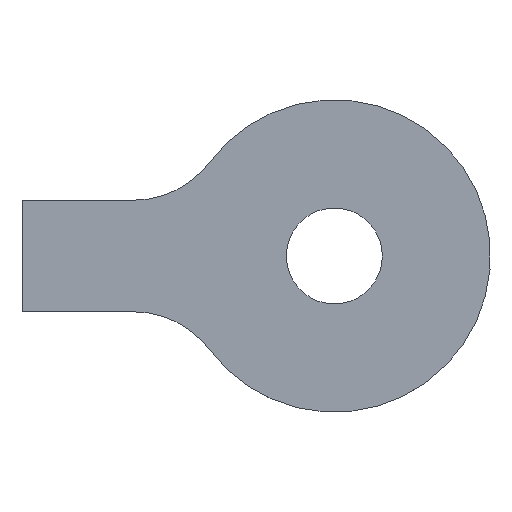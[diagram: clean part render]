
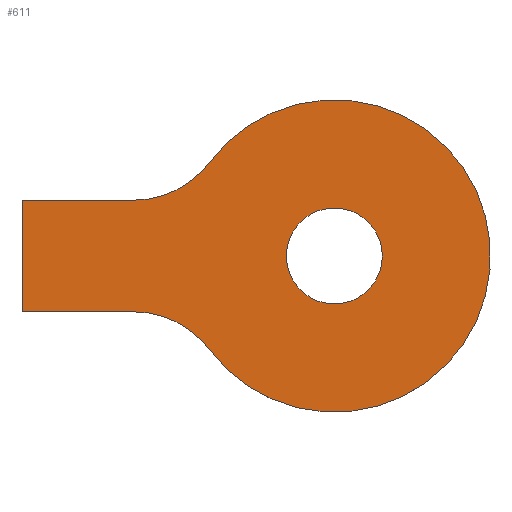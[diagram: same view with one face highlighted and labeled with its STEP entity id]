
A CAD part, top view. The second image highlights one B-rep face of the part: STEP entity #611.
In plain terms, the highlighted planar face has unit normal (0, 0, 1).
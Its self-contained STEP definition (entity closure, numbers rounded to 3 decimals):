
#24 = VERTEX_POINT('',#25);
#25 = CARTESIAN_POINT('',(-5.6,-4.2,0.38));
#32 = CYLINDRICAL_SURFACE('',#33,4.25);
#33 = AXIS2_PLACEMENT_3D('',#34,#35,#36);
#34 = CARTESIAN_POINT('',(-9.,-6.75,0.));
#35 = DIRECTION('',(-0.,-0.,-1.));
#36 = DIRECTION('',(1.,0.,0.));
#44 = CYLINDRICAL_SURFACE('',#45,7.);
#45 = AXIS2_PLACEMENT_3D('',#46,#47,#48);
#46 = CARTESIAN_POINT('',(0.,0.,0.));
#47 = DIRECTION('',(-0.,-0.,-1.));
#48 = DIRECTION('',(1.,0.,0.));
#56 = EDGE_CURVE('',#24,#57,#59,.T.);
#57 = VERTEX_POINT('',#58);
#58 = CARTESIAN_POINT('',(-9.,-2.5,0.38));
#59 = SURFACE_CURVE('',#60,(#65,#72),.PCURVE_S1.);
#60 = CIRCLE('',#61,4.25);
#61 = AXIS2_PLACEMENT_3D('',#62,#63,#64);
#62 = CARTESIAN_POINT('',(-9.,-6.75,0.38));
#63 = DIRECTION('',(0.,0.,1.));
#64 = DIRECTION('',(1.,0.,0.));
#65 = PCURVE('',#32,#66);
#66 = DEFINITIONAL_REPRESENTATION('',(#67),#71);
#67 = LINE('',#68,#69);
#68 = CARTESIAN_POINT('',(-0.,-0.38));
#69 = VECTOR('',#70,1.);
#70 = DIRECTION('',(-1.,0.));
#71 = ( GEOMETRIC_REPRESENTATION_CONTEXT(2) 
PARAMETRIC_REPRESENTATION_CONTEXT() REPRESENTATION_CONTEXT('2D SPACE',''
  ) );
#72 = PCURVE('',#73,#78);
#73 = PLANE('',#74);
#74 = AXIS2_PLACEMENT_3D('',#75,#76,#77);
#75 = CARTESIAN_POINT('',(-5.6,-4.2,0.38));
#76 = DIRECTION('',(0.,0.,-1.));
#77 = DIRECTION('',(-1.,0.,0.));
#78 = DEFINITIONAL_REPRESENTATION('',(#79),#87);
#79 = ( BOUNDED_CURVE() B_SPLINE_CURVE(2,(#80,#81,#82,#83,#84,#85,#86),
.UNSPECIFIED.,.F.,.F.) B_SPLINE_CURVE_WITH_KNOTS((1,2,2,2,2,1),(
    -2.094,0.,2.094,4.189,6.283,
8.378),.UNSPECIFIED.) CURVE() GEOMETRIC_REPRESENTATION_ITEM() 
RATIONAL_B_SPLINE_CURVE((1.,0.5,1.,0.5,1.,0.5,1.)) REPRESENTATION_ITEM(
  '') );
#80 = CARTESIAN_POINT('',(-0.85,-2.55));
#81 = CARTESIAN_POINT('',(-0.85,4.811));
#82 = CARTESIAN_POINT('',(5.525,1.131));
#83 = CARTESIAN_POINT('',(11.9,-2.55));
#84 = CARTESIAN_POINT('',(5.525,-6.231));
#85 = CARTESIAN_POINT('',(-0.85,-9.911));
#86 = CARTESIAN_POINT('',(-0.85,-2.55));
#87 = ( GEOMETRIC_REPRESENTATION_CONTEXT(2) 
PARAMETRIC_REPRESENTATION_CONTEXT() REPRESENTATION_CONTEXT('2D SPACE',''
  ) );
#105 = PLANE('',#106);
#106 = AXIS2_PLACEMENT_3D('',#107,#108,#109);
#107 = CARTESIAN_POINT('',(-9.,-2.5,0.));
#108 = DIRECTION('',(0.,-1.,0.));
#109 = DIRECTION('',(-1.,0.,0.));
#152 = EDGE_CURVE('',#57,#153,#155,.T.);
#153 = VERTEX_POINT('',#154);
#154 = CARTESIAN_POINT('',(-14.,-2.5,0.38));
#155 = SURFACE_CURVE('',#156,(#160,#167),.PCURVE_S1.);
#156 = LINE('',#157,#158);
#157 = CARTESIAN_POINT('',(-9.,-2.5,0.38));
#158 = VECTOR('',#159,1.);
#159 = DIRECTION('',(-1.,0.,0.));
#160 = PCURVE('',#105,#161);
#161 = DEFINITIONAL_REPRESENTATION('',(#162),#166);
#162 = LINE('',#163,#164);
#163 = CARTESIAN_POINT('',(0.,-0.38));
#164 = VECTOR('',#165,1.);
#165 = DIRECTION('',(1.,0.));
#166 = ( GEOMETRIC_REPRESENTATION_CONTEXT(2) 
PARAMETRIC_REPRESENTATION_CONTEXT() REPRESENTATION_CONTEXT('2D SPACE',''
  ) );
#167 = PCURVE('',#73,#168);
#168 = DEFINITIONAL_REPRESENTATION('',(#169),#173);
#169 = LINE('',#170,#171);
#170 = CARTESIAN_POINT('',(3.4,1.7));
#171 = VECTOR('',#172,1.);
#172 = DIRECTION('',(1.,0.));
#173 = ( GEOMETRIC_REPRESENTATION_CONTEXT(2) 
PARAMETRIC_REPRESENTATION_CONTEXT() REPRESENTATION_CONTEXT('2D SPACE',''
  ) );
#191 = PLANE('',#192);
#192 = AXIS2_PLACEMENT_3D('',#193,#194,#195);
#193 = CARTESIAN_POINT('',(-14.,-2.5,0.));
#194 = DIRECTION('',(-1.,0.,0.));
#195 = DIRECTION('',(0.,1.,0.));
#228 = EDGE_CURVE('',#153,#229,#231,.T.);
#229 = VERTEX_POINT('',#230);
#230 = CARTESIAN_POINT('',(-14.,2.5,0.38));
#231 = SURFACE_CURVE('',#232,(#236,#243),.PCURVE_S1.);
#232 = LINE('',#233,#234);
#233 = CARTESIAN_POINT('',(-14.,-2.5,0.38));
#234 = VECTOR('',#235,1.);
#235 = DIRECTION('',(0.,1.,0.));
#236 = PCURVE('',#191,#237);
#237 = DEFINITIONAL_REPRESENTATION('',(#238),#242);
#238 = LINE('',#239,#240);
#239 = CARTESIAN_POINT('',(0.,-0.38));
#240 = VECTOR('',#241,1.);
#241 = DIRECTION('',(1.,0.));
#242 = ( GEOMETRIC_REPRESENTATION_CONTEXT(2) 
PARAMETRIC_REPRESENTATION_CONTEXT() REPRESENTATION_CONTEXT('2D SPACE',''
  ) );
#243 = PCURVE('',#73,#244);
#244 = DEFINITIONAL_REPRESENTATION('',(#245),#249);
#245 = LINE('',#246,#247);
#246 = CARTESIAN_POINT('',(8.4,1.7));
#247 = VECTOR('',#248,1.);
#248 = DIRECTION('',(0.,1.));
#249 = ( GEOMETRIC_REPRESENTATION_CONTEXT(2) 
PARAMETRIC_REPRESENTATION_CONTEXT() REPRESENTATION_CONTEXT('2D SPACE',''
  ) );
#267 = PLANE('',#268);
#268 = AXIS2_PLACEMENT_3D('',#269,#270,#271);
#269 = CARTESIAN_POINT('',(-14.,2.5,0.));
#270 = DIRECTION('',(0.,1.,0.));
#271 = DIRECTION('',(1.,0.,0.));
#304 = EDGE_CURVE('',#229,#305,#307,.T.);
#305 = VERTEX_POINT('',#306);
#306 = CARTESIAN_POINT('',(-9.,2.5,0.38));
#307 = SURFACE_CURVE('',#308,(#312,#319),.PCURVE_S1.);
#308 = LINE('',#309,#310);
#309 = CARTESIAN_POINT('',(-14.,2.5,0.38));
#310 = VECTOR('',#311,1.);
#311 = DIRECTION('',(1.,0.,0.));
#312 = PCURVE('',#267,#313);
#313 = DEFINITIONAL_REPRESENTATION('',(#314),#318);
#314 = LINE('',#315,#316);
#315 = CARTESIAN_POINT('',(0.,-0.38));
#316 = VECTOR('',#317,1.);
#317 = DIRECTION('',(1.,0.));
#318 = ( GEOMETRIC_REPRESENTATION_CONTEXT(2) 
PARAMETRIC_REPRESENTATION_CONTEXT() REPRESENTATION_CONTEXT('2D SPACE',''
  ) );
#319 = PCURVE('',#73,#320);
#320 = DEFINITIONAL_REPRESENTATION('',(#321),#325);
#321 = LINE('',#322,#323);
#322 = CARTESIAN_POINT('',(8.4,6.7));
#323 = VECTOR('',#324,1.);
#324 = DIRECTION('',(-1.,0.));
#325 = ( GEOMETRIC_REPRESENTATION_CONTEXT(2) 
PARAMETRIC_REPRESENTATION_CONTEXT() REPRESENTATION_CONTEXT('2D SPACE',''
  ) );
#343 = CYLINDRICAL_SURFACE('',#344,4.25);
#344 = AXIS2_PLACEMENT_3D('',#345,#346,#347);
#345 = CARTESIAN_POINT('',(-9.,6.75,0.));
#346 = DIRECTION('',(-0.,-0.,-1.));
#347 = DIRECTION('',(1.,0.,0.));
#380 = EDGE_CURVE('',#305,#381,#383,.T.);
#381 = VERTEX_POINT('',#382);
#382 = CARTESIAN_POINT('',(-5.6,4.2,0.38));
#383 = SURFACE_CURVE('',#384,(#389,#396),.PCURVE_S1.);
#384 = CIRCLE('',#385,4.25);
#385 = AXIS2_PLACEMENT_3D('',#386,#387,#388);
#386 = CARTESIAN_POINT('',(-9.,6.75,0.38));
#387 = DIRECTION('',(0.,0.,1.));
#388 = DIRECTION('',(1.,0.,0.));
#389 = PCURVE('',#343,#390);
#390 = DEFINITIONAL_REPRESENTATION('',(#391),#395);
#391 = LINE('',#392,#393);
#392 = CARTESIAN_POINT('',(-0.,-0.38));
#393 = VECTOR('',#394,1.);
#394 = DIRECTION('',(-1.,0.));
#395 = ( GEOMETRIC_REPRESENTATION_CONTEXT(2) 
PARAMETRIC_REPRESENTATION_CONTEXT() REPRESENTATION_CONTEXT('2D SPACE',''
  ) );
#396 = PCURVE('',#73,#397);
#397 = DEFINITIONAL_REPRESENTATION('',(#398),#406);
#398 = ( BOUNDED_CURVE() B_SPLINE_CURVE(2,(#399,#400,#401,#402,#403,#404
,#405),.UNSPECIFIED.,.F.,.F.) B_SPLINE_CURVE_WITH_KNOTS((1,2,2,2,2,1),(
    -2.094,0.,2.094,4.189,6.283,
8.378),.UNSPECIFIED.) CURVE() GEOMETRIC_REPRESENTATION_ITEM() 
RATIONAL_B_SPLINE_CURVE((1.,0.5,1.,0.5,1.,0.5,1.)) REPRESENTATION_ITEM(
  '') );
#399 = CARTESIAN_POINT('',(-0.85,10.95));
#400 = CARTESIAN_POINT('',(-0.85,18.311));
#401 = CARTESIAN_POINT('',(5.525,14.631));
#402 = CARTESIAN_POINT('',(11.9,10.95));
#403 = CARTESIAN_POINT('',(5.525,7.269));
#404 = CARTESIAN_POINT('',(-0.85,3.589));
#405 = CARTESIAN_POINT('',(-0.85,10.95));
#406 = ( GEOMETRIC_REPRESENTATION_CONTEXT(2) 
PARAMETRIC_REPRESENTATION_CONTEXT() REPRESENTATION_CONTEXT('2D SPACE',''
  ) );
#461 = EDGE_CURVE('',#24,#381,#462,.T.);
#462 = SURFACE_CURVE('',#463,(#468,#475),.PCURVE_S1.);
#463 = CIRCLE('',#464,7.);
#464 = AXIS2_PLACEMENT_3D('',#465,#466,#467);
#465 = CARTESIAN_POINT('',(0.,0.,0.38));
#466 = DIRECTION('',(0.,0.,1.));
#467 = DIRECTION('',(1.,0.,0.));
#468 = PCURVE('',#44,#469);
#469 = DEFINITIONAL_REPRESENTATION('',(#470),#474);
#470 = LINE('',#471,#472);
#471 = CARTESIAN_POINT('',(-0.,-0.38));
#472 = VECTOR('',#473,1.);
#473 = DIRECTION('',(-1.,0.));
#474 = ( GEOMETRIC_REPRESENTATION_CONTEXT(2) 
PARAMETRIC_REPRESENTATION_CONTEXT() REPRESENTATION_CONTEXT('2D SPACE',''
  ) );
#475 = PCURVE('',#73,#476);
#476 = DEFINITIONAL_REPRESENTATION('',(#477),#485);
#477 = ( BOUNDED_CURVE() B_SPLINE_CURVE(2,(#478,#479,#480,#481,#482,#483
,#484),.UNSPECIFIED.,.F.,.F.) B_SPLINE_CURVE_WITH_KNOTS((1,2,2,2,2,1),(
    -2.094,0.,2.094,4.189,6.283,
8.378),.UNSPECIFIED.) CURVE() GEOMETRIC_REPRESENTATION_ITEM() 
RATIONAL_B_SPLINE_CURVE((1.,0.5,1.,0.5,1.,0.5,1.)) REPRESENTATION_ITEM(
  '') );
#478 = CARTESIAN_POINT('',(-12.6,4.2));
#479 = CARTESIAN_POINT('',(-12.6,16.324));
#480 = CARTESIAN_POINT('',(-2.1,10.262));
#481 = CARTESIAN_POINT('',(8.4,4.2));
#482 = CARTESIAN_POINT('',(-2.1,-1.862));
#483 = CARTESIAN_POINT('',(-12.6,-7.924));
#484 = CARTESIAN_POINT('',(-12.6,4.2));
#485 = ( GEOMETRIC_REPRESENTATION_CONTEXT(2) 
PARAMETRIC_REPRESENTATION_CONTEXT() REPRESENTATION_CONTEXT('2D SPACE',''
  ) );
#520 = VERTEX_POINT('',#521);
#521 = CARTESIAN_POINT('',(2.15,0.,0.38));
#528 = CYLINDRICAL_SURFACE('',#529,2.15);
#529 = AXIS2_PLACEMENT_3D('',#530,#531,#532);
#530 = CARTESIAN_POINT('',(0.,0.,0.));
#531 = DIRECTION('',(-0.,-0.,-1.));
#532 = DIRECTION('',(1.,0.,0.));
#547 = EDGE_CURVE('',#520,#520,#548,.T.);
#548 = SURFACE_CURVE('',#549,(#554,#561),.PCURVE_S1.);
#549 = CIRCLE('',#550,2.15);
#550 = AXIS2_PLACEMENT_3D('',#551,#552,#553);
#551 = CARTESIAN_POINT('',(0.,0.,0.38));
#552 = DIRECTION('',(0.,0.,1.));
#553 = DIRECTION('',(1.,0.,0.));
#554 = PCURVE('',#528,#555);
#555 = DEFINITIONAL_REPRESENTATION('',(#556),#560);
#556 = LINE('',#557,#558);
#557 = CARTESIAN_POINT('',(-0.,-0.38));
#558 = VECTOR('',#559,1.);
#559 = DIRECTION('',(-1.,0.));
#560 = ( GEOMETRIC_REPRESENTATION_CONTEXT(2) 
PARAMETRIC_REPRESENTATION_CONTEXT() REPRESENTATION_CONTEXT('2D SPACE',''
  ) );
#561 = PCURVE('',#73,#562);
#562 = DEFINITIONAL_REPRESENTATION('',(#563),#571);
#563 = ( BOUNDED_CURVE() B_SPLINE_CURVE(2,(#564,#565,#566,#567,#568,#569
,#570),.UNSPECIFIED.,.T.,.F.) B_SPLINE_CURVE_WITH_KNOTS((1,2,2,2,2,1),(
    -2.094,0.,2.094,4.189,6.283,
8.378),.UNSPECIFIED.) CURVE() GEOMETRIC_REPRESENTATION_ITEM() 
RATIONAL_B_SPLINE_CURVE((1.,0.5,1.,0.5,1.,0.5,1.)) REPRESENTATION_ITEM(
  '') );
#564 = CARTESIAN_POINT('',(-7.75,4.2));
#565 = CARTESIAN_POINT('',(-7.75,7.924));
#566 = CARTESIAN_POINT('',(-4.525,6.062));
#567 = CARTESIAN_POINT('',(-1.3,4.2));
#568 = CARTESIAN_POINT('',(-4.525,2.338));
#569 = CARTESIAN_POINT('',(-7.75,0.476));
#570 = CARTESIAN_POINT('',(-7.75,4.2));
#571 = ( GEOMETRIC_REPRESENTATION_CONTEXT(2) 
PARAMETRIC_REPRESENTATION_CONTEXT() REPRESENTATION_CONTEXT('2D SPACE',''
  ) );
#611 = ADVANCED_FACE('',(#612,#620),#73,.F.);
#612 = FACE_BOUND('',#613,.F.);
#613 = EDGE_LOOP('',(#614,#615,#616,#617,#618,#619));
#614 = ORIENTED_EDGE('',*,*,#56,.T.);
#615 = ORIENTED_EDGE('',*,*,#152,.T.);
#616 = ORIENTED_EDGE('',*,*,#228,.T.);
#617 = ORIENTED_EDGE('',*,*,#304,.T.);
#618 = ORIENTED_EDGE('',*,*,#380,.T.);
#619 = ORIENTED_EDGE('',*,*,#461,.F.);
#620 = FACE_BOUND('',#621,.F.);
#621 = EDGE_LOOP('',(#622));
#622 = ORIENTED_EDGE('',*,*,#547,.T.);
